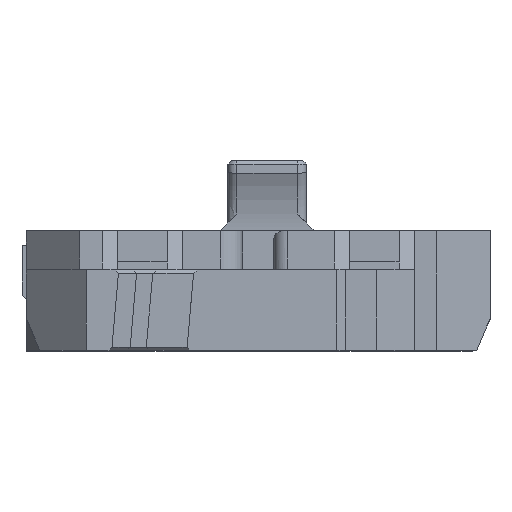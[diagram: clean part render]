
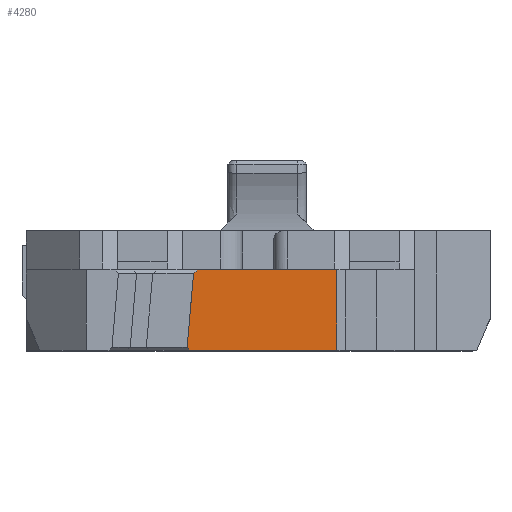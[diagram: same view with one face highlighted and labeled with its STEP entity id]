
A CAD part, top view. The second image highlights one B-rep face of the part: STEP entity #4280.
In plain terms, the highlighted planar face has unit normal (0, 0, 1).
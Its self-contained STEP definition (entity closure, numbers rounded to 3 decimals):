
#24 = VERTEX_POINT('',#25);
#25 = CARTESIAN_POINT('',(171.819,5.,23.));
#32 = PLANE('',#33);
#33 = AXIS2_PLACEMENT_3D('',#34,#35,#36);
#34 = CARTESIAN_POINT('',(171.682,5.149,0.75));
#35 = DIRECTION('',(-0.737,-0.676,0.));
#36 = DIRECTION('',(0.,0.,1.));
#44 = PLANE('',#45);
#45 = AXIS2_PLACEMENT_3D('',#46,#47,#48);
#46 = CARTESIAN_POINT('',(179.525,5.,-21.5));
#47 = DIRECTION('',(0.,1.,0.));
#48 = DIRECTION('',(0.,0.,-1.));
#56 = EDGE_CURVE('',#24,#57,#59,.T.);
#57 = VERTEX_POINT('',#58);
#58 = CARTESIAN_POINT('',(171.545,5.299,23.));
#59 = SURFACE_CURVE('',#60,(#64,#71),.PCURVE_S1.);
#60 = LINE('',#61,#62);
#61 = CARTESIAN_POINT('',(169.354,7.69,23.));
#62 = VECTOR('',#63,1.);
#63 = DIRECTION('',(-0.676,0.737,0.));
#64 = PCURVE('',#32,#65);
#65 = DEFINITIONAL_REPRESENTATION('',(#66),#70);
#66 = LINE('',#67,#68);
#67 = CARTESIAN_POINT('',(22.25,3.446));
#68 = VECTOR('',#69,1.);
#69 = DIRECTION('',(0.,1.));
#70 = ( GEOMETRIC_REPRESENTATION_CONTEXT(2) 
PARAMETRIC_REPRESENTATION_CONTEXT() REPRESENTATION_CONTEXT('2D SPACE',''
  ) );
#71 = PCURVE('',#72,#77);
#72 = PLANE('',#73);
#73 = AXIS2_PLACEMENT_3D('',#74,#75,#76);
#74 = CARTESIAN_POINT('',(160.225,4.,23.));
#75 = DIRECTION('',(0.,0.,1.));
#76 = DIRECTION('',(1.,0.,0.));
#77 = DEFINITIONAL_REPRESENTATION('',(#78),#82);
#78 = LINE('',#79,#80);
#79 = CARTESIAN_POINT('',(9.129,3.69));
#80 = VECTOR('',#81,1.);
#81 = DIRECTION('',(-0.676,0.737));
#82 = ( GEOMETRIC_REPRESENTATION_CONTEXT(2) 
PARAMETRIC_REPRESENTATION_CONTEXT() REPRESENTATION_CONTEXT('2D SPACE',''
  ) );
#100 = PLANE('',#101);
#101 = AXIS2_PLACEMENT_3D('',#102,#103,#104);
#102 = CARTESIAN_POINT('',(172.306,14.,23.));
#103 = DIRECTION('',(0.996,-0.087,
    0.));
#104 = DIRECTION('',(-0.087,-0.996,
    0.));
#1808 = VERTEX_POINT('',#1809);
#1809 = CARTESIAN_POINT('',(188.325,5.,23.));
#1823 = PLANE('',#1824);
#1824 = AXIS2_PLACEMENT_3D('',#1825,#1826,#1827);
#1825 = CARTESIAN_POINT('',(188.325,4.,23.));
#1826 = DIRECTION('',(0.707,0.,0.707)
  );
#1827 = DIRECTION('',(0.707,0.,-0.707
    ));
#1835 = EDGE_CURVE('',#24,#1808,#1836,.T.);
#1836 = SURFACE_CURVE('',#1837,(#1841,#1848),.PCURVE_S1.);
#1837 = LINE('',#1838,#1839);
#1838 = CARTESIAN_POINT('',(169.875,5.,23.));
#1839 = VECTOR('',#1840,1.);
#1840 = DIRECTION('',(1.,0.,0.));
#1841 = PCURVE('',#44,#1842);
#1842 = DEFINITIONAL_REPRESENTATION('',(#1843),#1847);
#1843 = LINE('',#1844,#1845);
#1844 = CARTESIAN_POINT('',(-44.5,9.65));
#1845 = VECTOR('',#1846,1.);
#1846 = DIRECTION('',(0.,-1.));
#1847 = ( GEOMETRIC_REPRESENTATION_CONTEXT(2) 
PARAMETRIC_REPRESENTATION_CONTEXT() REPRESENTATION_CONTEXT('2D SPACE',''
  ) );
#1848 = PCURVE('',#72,#1849);
#1849 = DEFINITIONAL_REPRESENTATION('',(#1850),#1854);
#1850 = LINE('',#1851,#1852);
#1851 = CARTESIAN_POINT('',(9.65,1.));
#1852 = VECTOR('',#1853,1.);
#1853 = DIRECTION('',(1.,0.));
#1854 = ( GEOMETRIC_REPRESENTATION_CONTEXT(2) 
PARAMETRIC_REPRESENTATION_CONTEXT() REPRESENTATION_CONTEXT('2D SPACE',''
  ) );
#2612 = PLANE('',#2613);
#2613 = AXIS2_PLACEMENT_3D('',#2614,#2615,#2616);
#2614 = CARTESIAN_POINT('',(175.275,14.,12.85));
#2615 = DIRECTION('',(0.,1.,0.));
#2616 = DIRECTION('',(0.,0.,1.));
#2933 = VERTEX_POINT('',#2934);
#2934 = CARTESIAN_POINT('',(172.272,13.602,23.));
#2941 = PLANE('',#2942);
#2942 = AXIS2_PLACEMENT_3D('',#2943,#2944,#2945);
#2943 = CARTESIAN_POINT('',(172.489,13.801,17.925));
#2944 = DIRECTION('',(-0.676,0.737,0.)
  );
#2945 = DIRECTION('',(0.,0.,-1.));
#2960 = EDGE_CURVE('',#2933,#2961,#2963,.T.);
#2961 = VERTEX_POINT('',#2962);
#2962 = CARTESIAN_POINT('',(172.706,14.,23.));
#2963 = SURFACE_CURVE('',#2964,(#2968,#2975),.PCURVE_S1.);
#2964 = LINE('',#2965,#2966);
#2965 = CARTESIAN_POINT('',(166.715,8.51,23.));
#2966 = VECTOR('',#2967,1.);
#2967 = DIRECTION('',(0.737,0.676,0.)
  );
#2968 = PCURVE('',#2941,#2969);
#2969 = DEFINITIONAL_REPRESENTATION('',(#2970),#2974);
#2970 = LINE('',#2971,#2972);
#2971 = CARTESIAN_POINT('',(-5.075,7.832));
#2972 = VECTOR('',#2973,1.);
#2973 = DIRECTION('',(0.,-1.));
#2974 = ( GEOMETRIC_REPRESENTATION_CONTEXT(2) 
PARAMETRIC_REPRESENTATION_CONTEXT() REPRESENTATION_CONTEXT('2D SPACE',''
  ) );
#2975 = PCURVE('',#72,#2976);
#2976 = DEFINITIONAL_REPRESENTATION('',(#2977),#2981);
#2977 = LINE('',#2978,#2979);
#2978 = CARTESIAN_POINT('',(6.49,4.51));
#2979 = VECTOR('',#2980,1.);
#2980 = DIRECTION('',(0.737,0.676));
#2981 = ( GEOMETRIC_REPRESENTATION_CONTEXT(2) 
PARAMETRIC_REPRESENTATION_CONTEXT() REPRESENTATION_CONTEXT('2D SPACE',''
  ) );
#3377 = EDGE_CURVE('',#2961,#3378,#3380,.T.);
#3378 = VERTEX_POINT('',#3379);
#3379 = CARTESIAN_POINT('',(188.325,14.,23.));
#3380 = SURFACE_CURVE('',#3381,(#3385,#3392),.PCURVE_S1.);
#3381 = LINE('',#3382,#3383);
#3382 = CARTESIAN_POINT('',(160.225,14.,23.));
#3383 = VECTOR('',#3384,1.);
#3384 = DIRECTION('',(1.,0.,0.));
#3385 = PCURVE('',#2612,#3386);
#3386 = DEFINITIONAL_REPRESENTATION('',(#3387),#3391);
#3387 = LINE('',#3388,#3389);
#3388 = CARTESIAN_POINT('',(10.15,-15.05));
#3389 = VECTOR('',#3390,1.);
#3390 = DIRECTION('',(0.,1.));
#3391 = ( GEOMETRIC_REPRESENTATION_CONTEXT(2) 
PARAMETRIC_REPRESENTATION_CONTEXT() REPRESENTATION_CONTEXT('2D SPACE',''
  ) );
#3392 = PCURVE('',#72,#3393);
#3393 = DEFINITIONAL_REPRESENTATION('',(#3394),#3398);
#3394 = LINE('',#3395,#3396);
#3395 = CARTESIAN_POINT('',(0.,10.));
#3396 = VECTOR('',#3397,1.);
#3397 = DIRECTION('',(1.,0.));
#3398 = ( GEOMETRIC_REPRESENTATION_CONTEXT(2) 
PARAMETRIC_REPRESENTATION_CONTEXT() REPRESENTATION_CONTEXT('2D SPACE',''
  ) );
#4280 = ADVANCED_FACE('',(#4281),#72,.T.);
#4281 = FACE_BOUND('',#4282,.T.);
#4282 = EDGE_LOOP('',(#4283,#4284,#4285,#4306,#4307,#4308));
#4283 = ORIENTED_EDGE('',*,*,#56,.F.);
#4284 = ORIENTED_EDGE('',*,*,#1835,.T.);
#4285 = ORIENTED_EDGE('',*,*,#4286,.T.);
#4286 = EDGE_CURVE('',#1808,#3378,#4287,.T.);
#4287 = SURFACE_CURVE('',#4288,(#4292,#4299),.PCURVE_S1.);
#4288 = LINE('',#4289,#4290);
#4289 = CARTESIAN_POINT('',(188.325,4.,23.));
#4290 = VECTOR('',#4291,1.);
#4291 = DIRECTION('',(0.,1.,0.));
#4292 = PCURVE('',#72,#4293);
#4293 = DEFINITIONAL_REPRESENTATION('',(#4294),#4298);
#4294 = LINE('',#4295,#4296);
#4295 = CARTESIAN_POINT('',(28.1,0.));
#4296 = VECTOR('',#4297,1.);
#4297 = DIRECTION('',(0.,1.));
#4298 = ( GEOMETRIC_REPRESENTATION_CONTEXT(2) 
PARAMETRIC_REPRESENTATION_CONTEXT() REPRESENTATION_CONTEXT('2D SPACE',''
  ) );
#4299 = PCURVE('',#1823,#4300);
#4300 = DEFINITIONAL_REPRESENTATION('',(#4301),#4305);
#4301 = LINE('',#4302,#4303);
#4302 = CARTESIAN_POINT('',(0.,0.));
#4303 = VECTOR('',#4304,1.);
#4304 = DIRECTION('',(0.,1.));
#4305 = ( GEOMETRIC_REPRESENTATION_CONTEXT(2) 
PARAMETRIC_REPRESENTATION_CONTEXT() REPRESENTATION_CONTEXT('2D SPACE',''
  ) );
#4306 = ORIENTED_EDGE('',*,*,#3377,.F.);
#4307 = ORIENTED_EDGE('',*,*,#2960,.F.);
#4308 = ORIENTED_EDGE('',*,*,#4309,.T.);
#4309 = EDGE_CURVE('',#2933,#57,#4310,.T.);
#4310 = SURFACE_CURVE('',#4311,(#4315,#4322),.PCURVE_S1.);
#4311 = LINE('',#4312,#4313);
#4312 = CARTESIAN_POINT('',(171.826,8.513,23.));
#4313 = VECTOR('',#4314,1.);
#4314 = DIRECTION('',(-0.087,-0.996,
    0.));
#4315 = PCURVE('',#72,#4316);
#4316 = DEFINITIONAL_REPRESENTATION('',(#4317),#4321);
#4317 = LINE('',#4318,#4319);
#4318 = CARTESIAN_POINT('',(11.601,4.513));
#4319 = VECTOR('',#4320,1.);
#4320 = DIRECTION('',(-0.087,-0.996));
#4321 = ( GEOMETRIC_REPRESENTATION_CONTEXT(2) 
PARAMETRIC_REPRESENTATION_CONTEXT() REPRESENTATION_CONTEXT('2D SPACE',''
  ) );
#4322 = PCURVE('',#100,#4323);
#4323 = DEFINITIONAL_REPRESENTATION('',(#4324),#4328);
#4324 = LINE('',#4325,#4326);
#4325 = CARTESIAN_POINT('',(5.507,0.));
#4326 = VECTOR('',#4327,1.);
#4327 = DIRECTION('',(1.,0.));
#4328 = ( GEOMETRIC_REPRESENTATION_CONTEXT(2) 
PARAMETRIC_REPRESENTATION_CONTEXT() REPRESENTATION_CONTEXT('2D SPACE',''
  ) );
